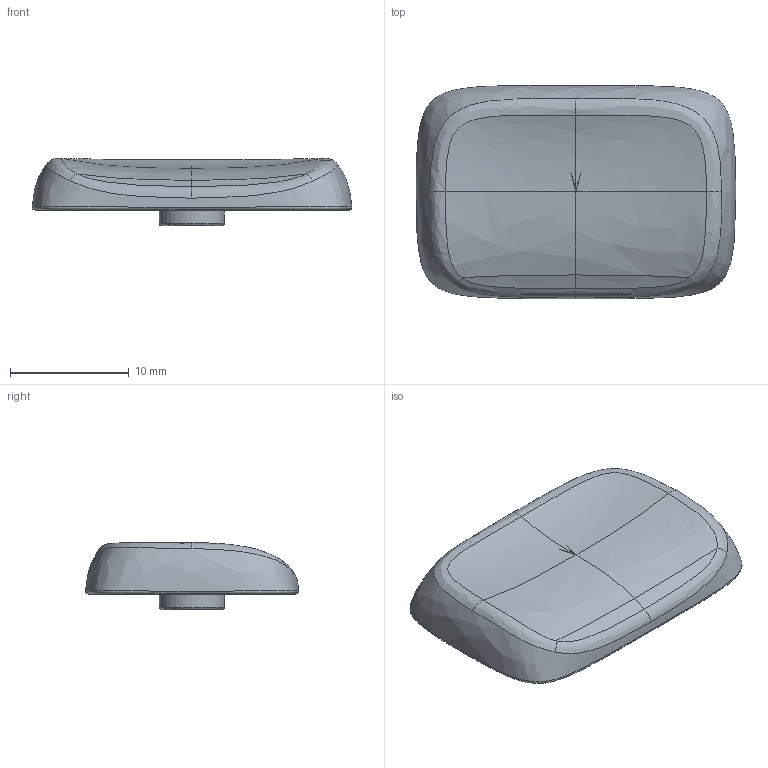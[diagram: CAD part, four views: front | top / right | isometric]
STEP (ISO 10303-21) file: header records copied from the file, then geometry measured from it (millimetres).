
FILE_DESCRIPTION(/* description */ (''),/* implementation_level */ '2;1');
FILE_NAME(/* name */ 'MX_Stem_MX_Size_1.5U_Thumb_H.step',/* time_stamp */ '2025-11-16T12:20:18+07:00',/* author */ (''),/* organization */ (''),/* preprocessor_version */ 'ST-DEVELOPER v20.1',/* originating_system */ 'Autodesk Translation Framework v14.21.0.0',/* authorisation */ '');
FILE_SCHEMA (('AUTOMOTIVE_DESIGN { 1 0 10303 214 3 1 1 }'));
Length unit declared in the file: millimetre
Products named in the file (1): [MX] Thumb H 1.5U
Bounding box: 26.97 x 17.98 x 5.67 mm (x, y, z)
Volume: 894.9 mm3; surface area: 1316.2 mm2
Topology: 1 solids, 1 shells, 56 faces, 159 edges, 106 vertices
Faces by surface type: bspline 21, cylinder 17, plane 16, torus 2
Full cylindrical faces by diameter (mm): 5.5 x1
Entity records: 6176 total; most frequent: CARTESIAN_POINT 4853, ORIENTED_EDGE 314, DIRECTION 210, EDGE_CURVE 157, VERTEX_POINT 106, AXIS2_PLACEMENT_3D 78, EDGE_LOOP 59, B_SPLINE_CURVE_WITH_KNOTS 56
